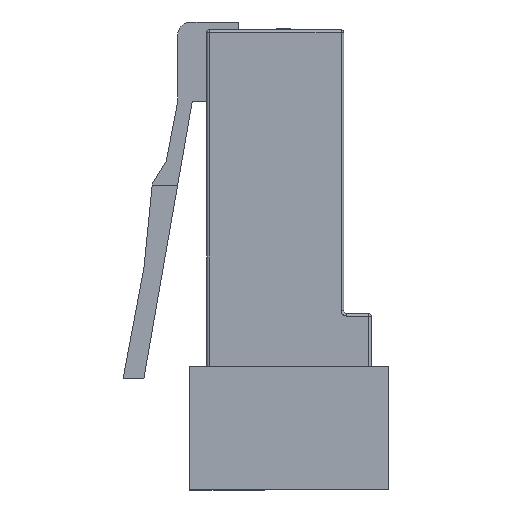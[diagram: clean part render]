
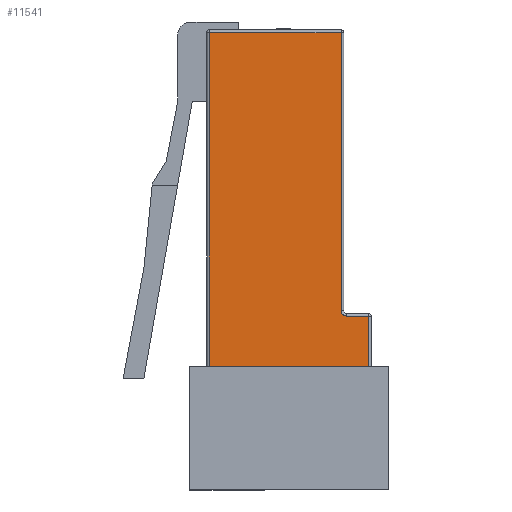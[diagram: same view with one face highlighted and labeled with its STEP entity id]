
A CAD part, left-side view. The second image highlights one B-rep face of the part: STEP entity #11541.
In plain terms, the highlighted planar face has unit normal (-1, 0, 0).
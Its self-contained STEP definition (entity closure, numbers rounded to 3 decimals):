
#7118 = DIRECTION ( 'NONE',  ( 0., 0., -1. ) ) ;
#7128 = DIRECTION ( 'NONE',  ( -1., 0., 0. ) ) ;
#7129 = CARTESIAN_POINT ( 'NONE',  ( -5.842, -3.429, 8.257 ) ) ;
#7130 = AXIS2_PLACEMENT_3D ( 'NONE', #7129, #7128, #7118 ) ;
#7131 = CIRCLE ( 'NONE', #7130, 0.254 ) ;
#7313 = DIRECTION ( 'NONE',  ( 0., 0., -1. ) ) ;
#7314 = DIRECTION ( 'NONE',  ( 1., 0., 0. ) ) ;
#7315 = CARTESIAN_POINT ( 'NONE',  ( -5.842, 3.302, 21.793 ) ) ;
#7316 = AXIS2_PLACEMENT_3D ( 'NONE', #7315, #7314, #7313 ) ;
#7317 = PLANE ( 'NONE',  #7316 ) ;
#7346 = FACE_OUTER_BOUND ( 'NONE', #11542, .T. ) ;
#7361 = CARTESIAN_POINT ( 'NONE',  ( -5.842, -3.429, 8.003 ) ) ;
#7362 = DIRECTION ( 'NONE',  ( 0., 1., 0. ) ) ;
#7363 = VECTOR ( 'NONE', #7362, 1000. ) ;
#7364 = CARTESIAN_POINT ( 'NONE',  ( -5.842, 3.302, 8.003 ) ) ;
#7365 = LINE ( 'NONE', #7364, #7363 ) ;
#7366 = CARTESIAN_POINT ( 'NONE',  ( -5.842, -4.496, 8.003 ) ) ;
#7367 = DIRECTION ( 'NONE',  ( 0., 0., 1. ) ) ;
#7368 = VECTOR ( 'NONE', #7367, 1000. ) ;
#7369 = CARTESIAN_POINT ( 'NONE',  ( -5.842, -4.496, 21.793 ) ) ;
#7370 = LINE ( 'NONE', #7369, #7368 ) ;
#7371 = CARTESIAN_POINT ( 'NONE',  ( -5.842, -4.496, 0.127 ) ) ;
#7372 = DIRECTION ( 'NONE',  ( 0., -1., 0. ) ) ;
#7373 = VECTOR ( 'NONE', #7372, 1000. ) ;
#7374 = CARTESIAN_POINT ( 'NONE',  ( -5.842, 3.302, 0.127 ) ) ;
#7375 = LINE ( 'NONE', #7374, #7373 ) ;
#7376 = CARTESIAN_POINT ( 'NONE',  ( -5.842, 3.175, 0.127 ) ) ;
#7387 = DIRECTION ( 'NONE',  ( 0., 1., 0. ) ) ;
#7388 = VECTOR ( 'NONE', #7387, 1000. ) ;
#7389 = CARTESIAN_POINT ( 'NONE',  ( -5.842, 3.302, 21.666 ) ) ;
#7390 = LINE ( 'NONE', #7389, #7388 ) ;
#7391 = CARTESIAN_POINT ( 'NONE',  ( -5.842, -3.175, 21.666 ) ) ;
#7392 = CARTESIAN_POINT ( 'NONE',  ( -5.842, -3.175, 8.257 ) ) ;
#7393 = DIRECTION ( 'NONE',  ( 0., 0., 1. ) ) ;
#7394 = VECTOR ( 'NONE', #7393, 1000. ) ;
#7395 = CARTESIAN_POINT ( 'NONE',  ( -5.842, -3.175, 21.793 ) ) ;
#7396 = LINE ( 'NONE', #7395, #7394 ) ;
#7408 = DIRECTION ( 'NONE',  ( 0., 0., -1. ) ) ;
#7409 = VECTOR ( 'NONE', #7408, 1000. ) ;
#7410 = CARTESIAN_POINT ( 'NONE',  ( -5.842, 3.175, 21.793 ) ) ;
#7411 = LINE ( 'NONE', #7410, #7409 ) ;
#7416 = CARTESIAN_POINT ( 'NONE',  ( -5.842, 3.175, 21.666 ) ) ;
#11448 = EDGE_CURVE ( 'NONE', #11510, #11530, #7131, .T. ) ;
#11509 = EDGE_CURVE ( 'NONE', #11510, #11511, #7396, .T. ) ;
#11510 = VERTEX_POINT ( 'NONE', #7392 ) ;
#11511 = VERTEX_POINT ( 'NONE', #7391 ) ;
#11512 = ORIENTED_EDGE ( 'NONE', *, *, #11513, .T. ) ;
#11513 = EDGE_CURVE ( 'NONE', #11511, #11518, #7390, .T. ) ;
#11518 = VERTEX_POINT ( 'NONE', #7416 ) ;
#11519 = ORIENTED_EDGE ( 'NONE', *, *, #11520, .T. ) ;
#11520 = EDGE_CURVE ( 'NONE', #11518, #11521, #7411, .T. ) ;
#11521 = VERTEX_POINT ( 'NONE', #7376 ) ;
#11522 = ORIENTED_EDGE ( 'NONE', *, *, #11523, .T. ) ;
#11523 = EDGE_CURVE ( 'NONE', #11521, #11524, #7375, .T. ) ;
#11524 = VERTEX_POINT ( 'NONE', #7371 ) ;
#11525 = ORIENTED_EDGE ( 'NONE', *, *, #11526, .T. ) ;
#11526 = EDGE_CURVE ( 'NONE', #11524, #11527, #7370, .T. ) ;
#11527 = VERTEX_POINT ( 'NONE', #7366 ) ;
#11528 = ORIENTED_EDGE ( 'NONE', *, *, #11529, .T. ) ;
#11529 = EDGE_CURVE ( 'NONE', #11527, #11530, #7365, .T. ) ;
#11530 = VERTEX_POINT ( 'NONE', #7361 ) ;
#11531 = ORIENTED_EDGE ( 'NONE', *, *, #11448, .F. ) ;
#11541 = ADVANCED_FACE ( 'NONE', ( #7346 ), #7317, .F. ) ;
#11542 = EDGE_LOOP ( 'NONE', ( #11543, #11512, #11519, #11522, #11525, #11528, #11531 ) ) ;
#11543 = ORIENTED_EDGE ( 'NONE', *, *, #11509, .T. ) ;
